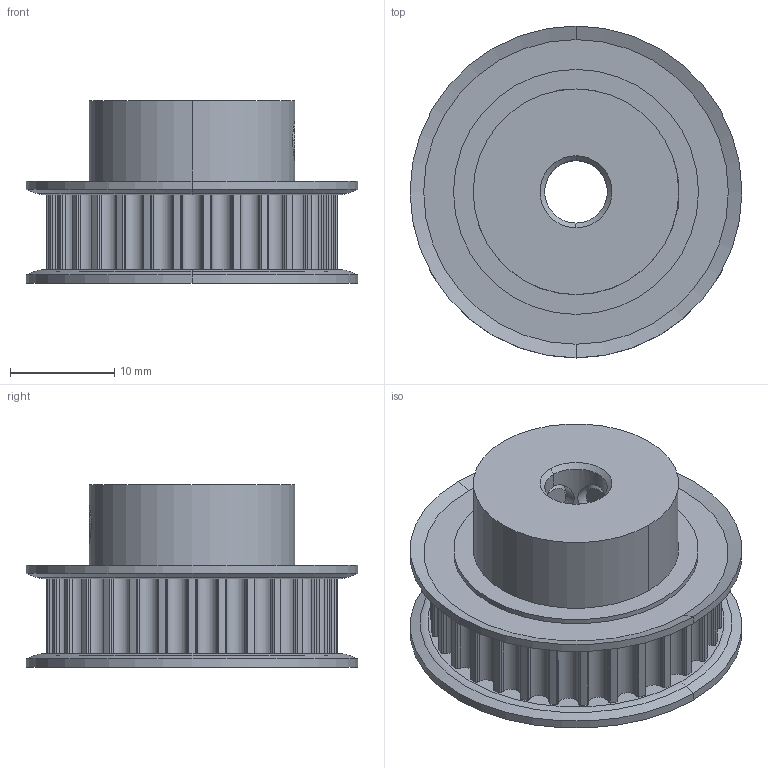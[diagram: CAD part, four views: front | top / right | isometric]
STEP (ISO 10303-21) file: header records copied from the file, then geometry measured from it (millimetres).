
FILE_DESCRIPTION((''),'2;1');
FILE_NAME('10','2018-03-13T',('SYSTEM'),(''),'PRO/ENGINEER BY PARAMETRIC TECHNOLOGY CORPORATION, 2016360','PRO/ENGINEER BY PARAMETRIC TECHNOLOGY CORPORATION, 2016360','');
FILE_SCHEMA(('AUTOMOTIVE_DESIGN { 1 0 10303 214 1 1 1 1 }'));
Length unit declared in the file: millimetre
Products named in the file (1): 10
Bounding box: 31.8 x 31.8 x 17.5 mm (x, y, z)
Volume: 7533.6 mm3; surface area: 4026.9 mm2
Topology: 1 solids, 1 shells, 249 faces, 698 edges, 460 vertices
Faces by surface type: cylinder 200, plane 25, cone 20, torus 4
Entity records: 8758 total; most frequent: CARTESIAN_POINT 1811, DIRECTION 1618, ORIENTED_EDGE 1396, EDGE_CURVE 698, AXIS2_PLACEMENT_3D 679, VERTEX_POINT 460, CIRCLE 430, VECTOR 260
